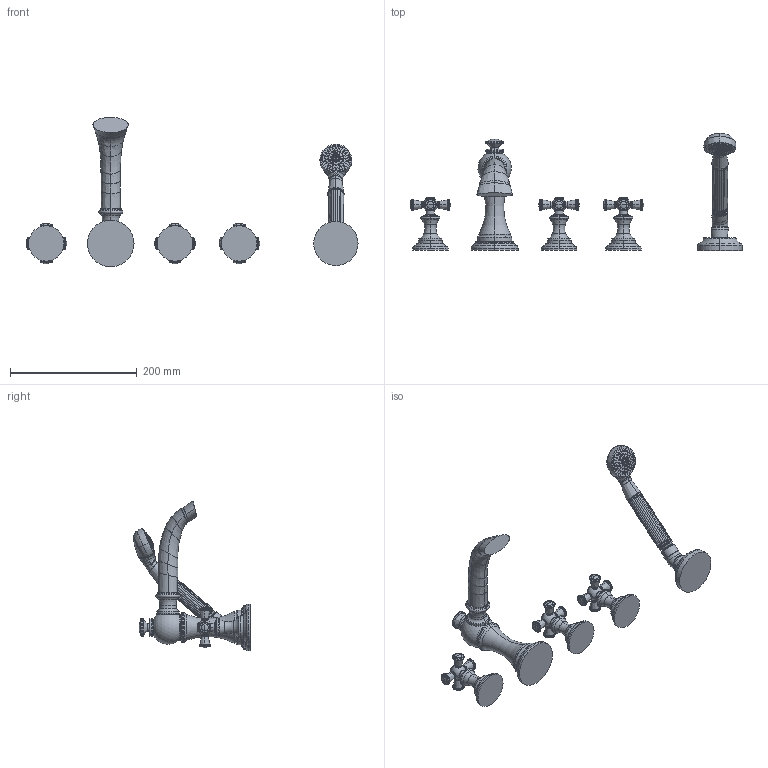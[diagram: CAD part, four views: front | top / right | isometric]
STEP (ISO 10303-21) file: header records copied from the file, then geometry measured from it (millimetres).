
FILE_DESCRIPTION((''),'2;1');
FILE_NAME('3-2447','2021-03-18T14:21:19',('jinson.thomas'),(''),'CREO PARAMETRIC BY PTC INC, 2018400','CREO PARAMETRIC BY PTC INC, 2018400','');
FILE_SCHEMA(('CONFIG_CONTROL_DESIGN'));
Length unit declared in the file: inch
Products named in the file (1): 3-2447
Bounding box: 524.23 x 184.55 x 236.16 mm (x, y, z)
Volume: 769695.5 mm3; surface area: 128417.3 mm2
Topology: 5 solids, 5 shells, 975 faces, 2218 edges, 1275 vertices
Faces by surface type: torus 308, cylinder 267, bspline 211, plane 77, cone 70, sphere 42
Entity records: 40570 total; most frequent: CARTESIAN_POINT 20214, ORIENTED_EDGE 4368, DIRECTION 4030, EDGE_CURVE 2184, AXIS2_PLACEMENT_3D 1849, VERTEX_POINT 1275, CIRCLE 1085, EDGE_LOOP 1081
